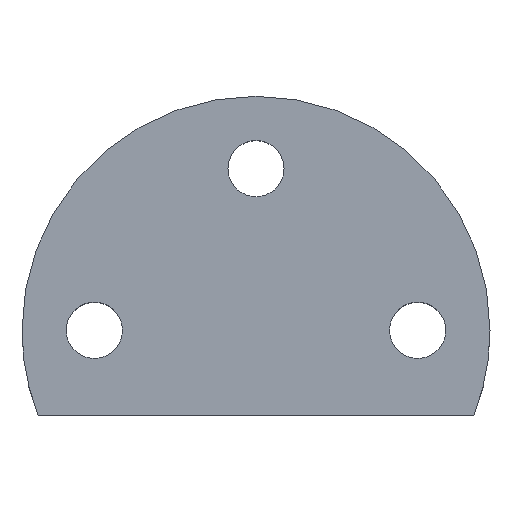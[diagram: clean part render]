
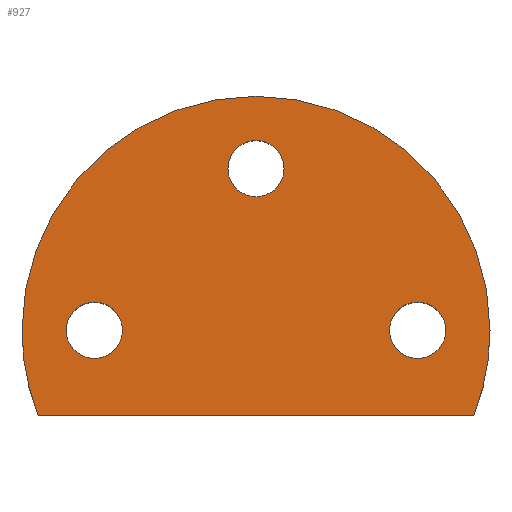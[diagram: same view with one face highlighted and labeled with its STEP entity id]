
A CAD part, top view. The second image highlights one B-rep face of the part: STEP entity #927.
In plain terms, the highlighted planar face has unit normal (0, 0, 1).
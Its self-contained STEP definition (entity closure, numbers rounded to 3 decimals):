
#525=EDGE_CURVE('',#879,#941,#1435,.T.);
#579=VERTEX_POINT('',#1497);
#607=EDGE_CURVE('',#983,#579,#1527,.T.);
#621=EDGE_CURVE('',#705,#725,#1541,.T.);
#705=VERTEX_POINT('',#1635);
#725=VERTEX_POINT('',#1661);
#757=VERTEX_POINT('',#1699);
#791=EDGE_CURVE('',#725,#705,#1738,.T.);
#795=EDGE_CURVE('',#1119,#757,#1742,.T.);
#879=VERTEX_POINT('',#1834);
#921=EDGE_CURVE('',#579,#983,#1883,.T.);
#925=EDGE_CURVE('',#979,#965,#1887,.T.);
#927=ADVANCED_FACE('',(#1889,#1890,#1891,#1892),#1893,.T.);
#941=VERTEX_POINT('',#1908);
#965=VERTEX_POINT('',#1935);
#979=VERTEX_POINT('',#1949);
#983=VERTEX_POINT('',#1953);
#1043=EDGE_CURVE('',#979,#757,#2017,.T.);
#1119=VERTEX_POINT('',#2105);
#1129=EDGE_CURVE('',#965,#1119,#2116,.T.);
#1261=EDGE_CURVE('',#941,#879,#2259,.T.);
#1435=CIRCLE('',#2492,3.3);
#1497=CARTESIAN_POINT('',(15.7,0.,0.));
#1527=CIRCLE('',#2665,3.3);
#1541=CIRCLE('',#2686,3.3);
#1635=CARTESIAN_POINT('',(3.3,19.0,0.));
#1661=CARTESIAN_POINT('',(-3.3,19.0,0.));
#1699=CARTESIAN_POINT('',(25.617,-10.0,0.));
#1738=CIRCLE('',#2974,3.3);
#1742=CIRCLE('',#2981,27.5);
#1834=CARTESIAN_POINT('',(-22.3,0.,0.));
#1883=CIRCLE('',#3237,3.3);
#1887=CIRCLE('',#3242,27.5);
#1889=FACE_OUTER_BOUND('',#3244,.T.);
#1890=FACE_BOUND('',#3245,.T.);
#1891=FACE_BOUND('',#3246,.T.);
#1892=FACE_BOUND('',#3247,.T.);
#1893=PLANE('',#3248);
#1908=CARTESIAN_POINT('',(-15.7,0.0,0.));
#1935=CARTESIAN_POINT('',(-27.5,0.,0.));
#1949=CARTESIAN_POINT('',(-25.617,-10.0,0.));
#1953=CARTESIAN_POINT('',(22.3,0.0,0.));
#2017=LINE('',#3468,#3469);
#2105=CARTESIAN_POINT('',(27.5,0.,0.));
#2116=CIRCLE('',#3613,27.5);
#2259=CIRCLE('',#3883,3.3);
#2492=AXIS2_PLACEMENT_3D('',#4171,#4172,#4173);
#2665=AXIS2_PLACEMENT_3D('',#4259,#4260,#4261);
#2686=AXIS2_PLACEMENT_3D('',#4270,#4271,#4272);
#2974=AXIS2_PLACEMENT_3D('',#4552,#4553,#4554);
#2981=AXIS2_PLACEMENT_3D('',#4556,#4557,#4558);
#3237=AXIS2_PLACEMENT_3D('',#4713,#4714,#4715);
#3242=AXIS2_PLACEMENT_3D('',#4716,#4717,#4718);
#3244=EDGE_LOOP('',(#4720,#4721,#4722,#4723));
#3245=EDGE_LOOP('',(#4724,#4725));
#3246=EDGE_LOOP('',(#4726,#4727));
#3247=EDGE_LOOP('',(#4728,#4729));
#3248=AXIS2_PLACEMENT_3D('',#4730,#4731,#4732);
#3468=CARTESIAN_POINT('',(5.934,-10.0,0.));
#3469=VECTOR('',#4859,1.0);
#3613=AXIS2_PLACEMENT_3D('',#4981,#4982,#4983);
#3883=AXIS2_PLACEMENT_3D('',#5119,#5120,#5121);
#4171=CARTESIAN_POINT('',(-19.0,0.,0.));
#4172=DIRECTION('',(0.0,0.0,-1.0));
#4173=DIRECTION('',(1.0,0.0,0.0));
#4259=CARTESIAN_POINT('',(19.0,0.,0.));
#4260=DIRECTION('',(0.0,0.0,-1.0));
#4261=DIRECTION('',(1.0,0.0,0.0));
#4270=CARTESIAN_POINT('',(0.,19.0,0.));
#4271=DIRECTION('',(0.0,0.0,-1.0));
#4272=DIRECTION('',(1.0,0.0,0.0));
#4552=CARTESIAN_POINT('',(0.,19.0,0.));
#4553=DIRECTION('',(0.0,0.0,-1.0));
#4554=DIRECTION('',(1.0,0.0,0.0));
#4556=CARTESIAN_POINT('',(0.0,0.,0.));
#4557=DIRECTION('',(0.0,0.0,-1.0));
#4558=DIRECTION('',(-1.0,0.,0.0));
#4713=CARTESIAN_POINT('',(19.0,0.,0.));
#4714=DIRECTION('',(0.0,0.0,-1.0));
#4715=DIRECTION('',(1.0,0.0,0.0));
#4716=CARTESIAN_POINT('',(0.0,0.,0.));
#4717=DIRECTION('',(0.0,0.0,-1.0));
#4718=DIRECTION('',(-1.0,0.,0.0));
#4720=ORIENTED_EDGE('',*,*,#1043,.T.);
#4721=ORIENTED_EDGE('',*,*,#795,.F.);
#4722=ORIENTED_EDGE('',*,*,#1129,.F.);
#4723=ORIENTED_EDGE('',*,*,#925,.F.);
#4724=ORIENTED_EDGE('',*,*,#607,.T.);
#4725=ORIENTED_EDGE('',*,*,#921,.T.);
#4726=ORIENTED_EDGE('',*,*,#621,.T.);
#4727=ORIENTED_EDGE('',*,*,#791,.T.);
#4728=ORIENTED_EDGE('',*,*,#1261,.T.);
#4729=ORIENTED_EDGE('',*,*,#525,.T.);
#4730=CARTESIAN_POINT('',(-13.75,0.,0.));
#4731=DIRECTION('',(0.0,0.0,1.0));
#4732=DIRECTION('',(-1.0,0.,0.0));
#4859=DIRECTION('',(1.0,0.,0.0));
#4981=CARTESIAN_POINT('',(0.0,0.,0.));
#4982=DIRECTION('',(0.0,0.0,-1.0));
#4983=DIRECTION('',(-1.0,0.,0.0));
#5119=CARTESIAN_POINT('',(-19.0,0.,0.));
#5120=DIRECTION('',(0.0,0.0,-1.0));
#5121=DIRECTION('',(1.0,0.0,0.0));
